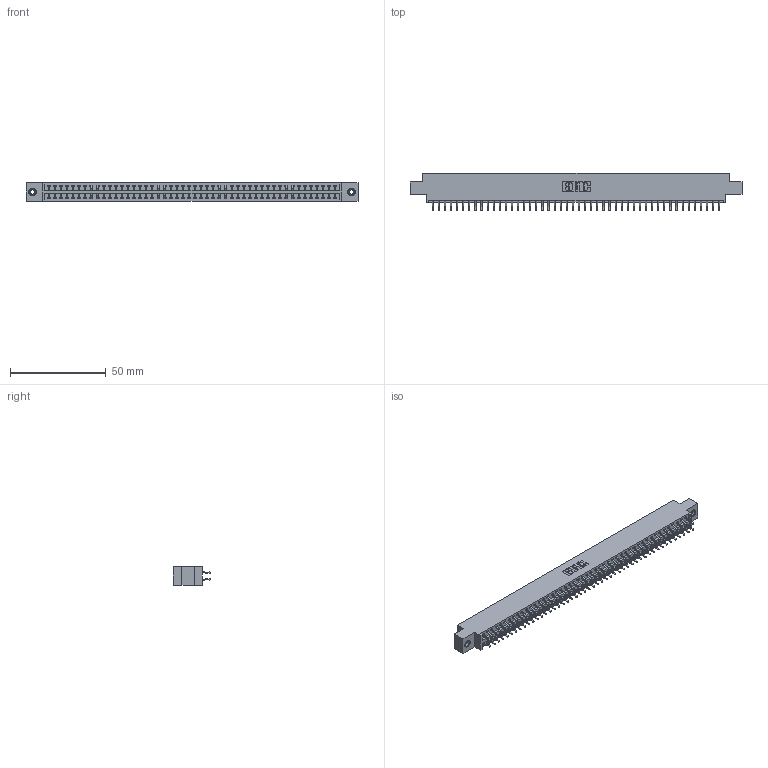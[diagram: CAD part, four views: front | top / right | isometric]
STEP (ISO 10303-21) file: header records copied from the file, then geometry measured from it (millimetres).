
FILE_DESCRIPTION (( 'STEP AP203' ), '1' );
FILE_NAME ('346-096-556-808.STEP', '2022-05-26T16:56:17', ( '' ), ( '' ), 'SwSTEP 2.0', 'SolidWorks 2020', '' );
FILE_SCHEMA (( 'CONFIG_CONTROL_DESIGN' ));
Length unit declared in the file: inch
Products named in the file (4): 346 Part_0.170 Offset - 0.156 Dia-TI; 345-292-001_556 Tail; 346-096-556-808; 345-250-001_345-250-003-102
Assembly tree (99 placements, depth 2):
  346-096-556-808
    346 Part_0.170 Offset - 0.156 Dia-TI
    345-292-001_556 Tail  x96
    345-250-001_345-250-003-102  x2
Bounding box: 172.97 x 19.57 x 9.4 mm (x, y, z)
Volume: 16748.8 mm3; surface area: 23227.1 mm2
Topology: 99 solids, 99 shells, 5754 faces, 17085 edges, 11254 vertices
Faces by surface type: plane 3856, cylinder 1882, cone 12, torus 4
Entity records: 32056 total; most frequent: CARTESIAN_POINT 5275, ORIENTED_EDGE 5190, DIRECTION 4713, EDGE_CURVE 2595, VECTOR 2243, LINE 2243, VERTEX_POINT 1724, AXIS2_PLACEMENT_3D 1235
